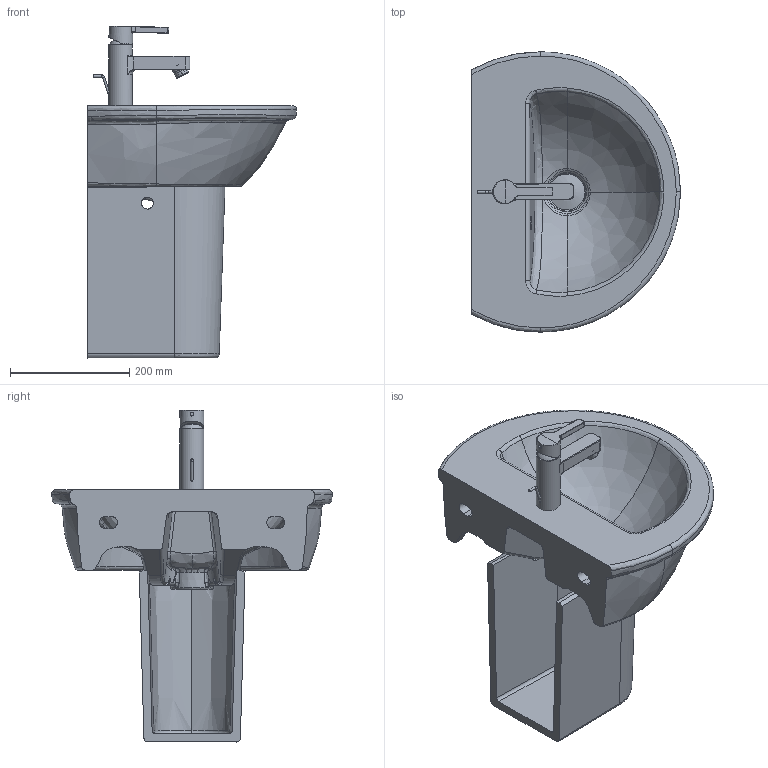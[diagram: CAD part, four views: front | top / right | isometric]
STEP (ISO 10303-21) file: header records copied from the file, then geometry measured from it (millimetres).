
FILE_DESCRIPTION((''),'2;1');
FILE_NAME('073147_085826.stp','2011-05-18T18:10:11',('Administrator'),(''),'Autodesk Inventor 2011','Autodesk Inventor 2011','');
FILE_SCHEMA(('AUTOMOTIVE_DESIGN { 1 0 10303 214 1 1 1 1 }'));
Length unit declared in the file: millimetre
Products named in the file (12): 073147_085826; 073147; Armatur Aufsatzbecken 049953; Sieb; Griff; Fassung Sieb; Gehäuse; Gleitring; Hebel; Kelch; Stopfen; 085826
Assembly tree (11 placements, depth 3):
  073147_085826
    073147
    Armatur Aufsatzbecken 049953
      Sieb
      Griff
      Fassung Sieb
      Gehäuse
      Gleitring
      Hebel
    Kelch
    Stopfen
    085826
Bounding box: 349.75 x 469.33 x 555.95 mm (x, y, z)
Volume: 9351710.6 mm3; surface area: 992931.2 mm2
Topology: 4 solids, 10 shells, 720 faces, 2291 edges, 1454 vertices
Faces by surface type: plane 355, bspline 198, cylinder 122, torus 26, cone 13, sphere 6
Full cylindrical faces by diameter (mm): 1.039 x1, 4 x2, 4.3 x1, 5.2 x1, 5.5 x1, 6.5 x1, 10.5 x1, 12.5 x1, 13.905 x1, 17 x1, 17.773 x1, 18 x1, 20 x2, 20.15 x1, 23.15 x1, 24.5 x1, 35 x1, 40 x2, 42 x1, 44 x1, 45 x1, 60 x1
Entity records: 59065 total; most frequent: CARTESIAN_POINT 39165, ORIENTED_EDGE 4020, DIRECTION 3669, EDGE_CURVE 2221, VERTEX_POINT 1434, AXIS2_PLACEMENT_3D 1309, VECTOR 1051, LINE 1051
